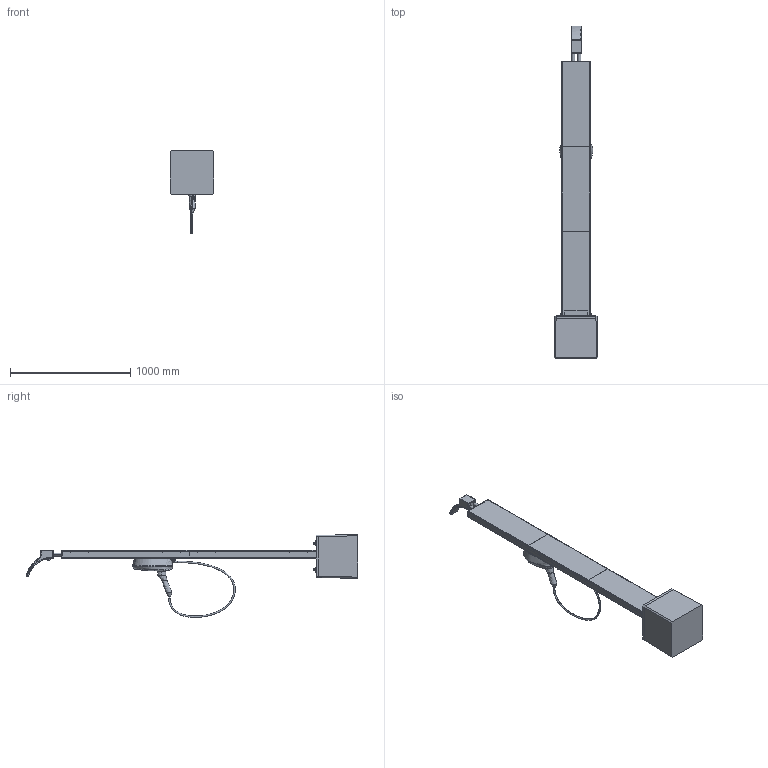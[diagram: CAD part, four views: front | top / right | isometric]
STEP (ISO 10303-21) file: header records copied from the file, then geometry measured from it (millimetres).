
FILE_DESCRIPTION(('FreeCAD Model'),'2;1');
FILE_NAME('Open CASCADE Shape Model','2025-05-07T17:51:58',('FreeCAD'),( 'FreeCAD'),'Open CASCADE STEP processor 7.6','FreeCAD','Unknown');
FILE_SCHEMA(('AUTOMOTIVE_DESIGN { 1 0 10303 214 1 1 1 1 }'));
Products named in the file (1): Open CASCADE STEP translator 7.6 1
Bounding box: 364.06 x 2765.33 x 689.57 mm (x, y, z)
Volume: 26655255.8 mm3; surface area: 5352927.3 mm2
Topology: 56 solids, 57 shells, 3724 faces, 9476 edges, 5960 vertices
Faces by surface type: bspline 3724
Entity records: 169697 total; most frequent: CARTESIAN_POINT 115748, ORIENTED_EDGE 18878, EDGE_CURVE 9439, B_SPLINE_CURVE_WITH_KNOTS 6011, VERTEX_POINT 5960, FACE_BOUND 4075, EDGE_LOOP 4075, ADVANCED_FACE 3724
